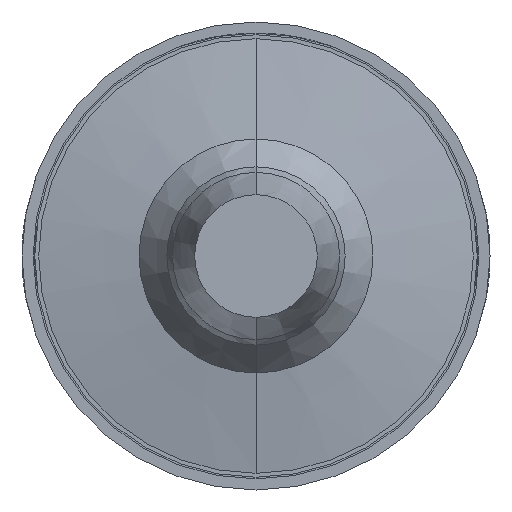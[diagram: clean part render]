
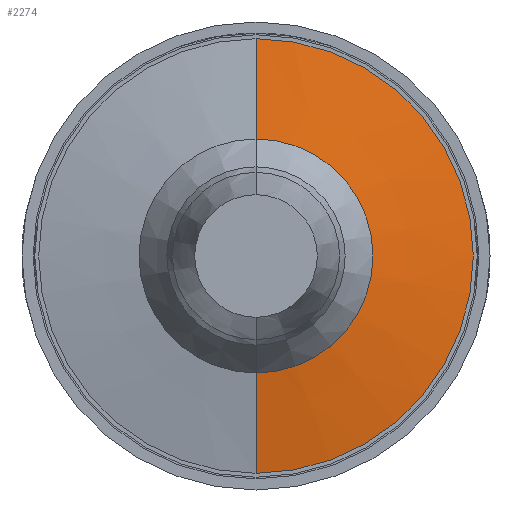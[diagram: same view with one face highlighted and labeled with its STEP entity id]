
A CAD part, front view. The second image highlights one B-rep face of the part: STEP entity #2274.
In plain terms, the highlighted conical face has half-angle 80.134 degrees and reference radius 0.8 mm.
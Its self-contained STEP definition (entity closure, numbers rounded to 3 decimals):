
#12 = AXIS2_PLACEMENT_3D ( 'NONE', #16, #4369, #1940 ) ;
#16 = CARTESIAN_POINT ( 'NONE',  ( 0., -29.7, 0. ) ) ;
#69 = LINE ( 'NONE', #3142, #5027 ) ;
#203 = EDGE_CURVE ( 'NONE', #3022, #4397, #1293, .T. ) ;
#281 = CIRCLE ( 'NONE', #4176, 0.8 ) ;
#451 = CARTESIAN_POINT ( 'NONE',  ( 0., -29.9, -0.8 ) ) ;
#572 = ORIENTED_EDGE ( 'NONE', *, *, #203, .T. ) ;
#593 = EDGE_CURVE ( 'NONE', #4714, #3009, #69, .T. ) ;
#730 = DIRECTION ( 'NONE',  ( 0., 0.171, 0.985 ) ) ;
#949 = DIRECTION ( 'NONE',  ( 0., 0., -1. ) ) ;
#1235 = CONICAL_SURFACE ( 'NONE', #1592, 0.8, 1.399 ) ;
#1293 = LINE ( 'NONE', #451, #3228 ) ;
#1592 = AXIS2_PLACEMENT_3D ( 'NONE', #4346, #1910, #3137 ) ;
#1910 = DIRECTION ( 'NONE',  ( 0., 1., 0. ) ) ;
#1940 = DIRECTION ( 'NONE',  ( 0., 0., -1. ) ) ;
#1946 = CARTESIAN_POINT ( 'NONE',  ( 0., -29.7, -1.95 ) ) ;
#2067 = ORIENTED_EDGE ( 'NONE', *, *, #3473, .T. ) ;
#2209 = EDGE_LOOP ( 'NONE', ( #2936, #572, #2067, #3932 ) ) ;
#2274 = ADVANCED_FACE ( 'Defeature ausgef�hrt1_33', ( #5134 ), #1235, .T. ) ;
#2936 = ORIENTED_EDGE ( 'NONE', *, *, #4592, .F. ) ;
#2993 = CARTESIAN_POINT ( 'NONE',  ( 0., -29.9, -0.8 ) ) ;
#3009 = VERTEX_POINT ( 'NONE', #3760 ) ;
#3022 = VERTEX_POINT ( 'NONE', #2993 ) ;
#3137 = DIRECTION ( 'NONE',  ( 0., 0., 1. ) ) ;
#3142 = CARTESIAN_POINT ( 'NONE',  ( 0., -29.9, 0.8 ) ) ;
#3228 = VECTOR ( 'NONE', #3674, 1000. ) ;
#3343 = DIRECTION ( 'NONE',  ( 0., -1., 0. ) ) ;
#3473 = EDGE_CURVE ( 'Defeature ausgef�hrt1_33+Defeature ausgef�hrt1_34+Defeature ausgef�hrt1_34+Defeature ausgef�hrt1_34', #4397, #3009, #3664, .T. ) ;
#3664 = CIRCLE ( 'NONE', #12, 1.95 ) ;
#3674 = DIRECTION ( 'NONE',  ( 0., 0.171, -0.985 ) ) ;
#3737 = CARTESIAN_POINT ( 'NONE',  ( 0., -29.9, 0. ) ) ;
#3760 = CARTESIAN_POINT ( 'NONE',  ( 0., -29.7, 1.95 ) ) ;
#3794 = CARTESIAN_POINT ( 'NONE',  ( 0., -29.9, 0.8 ) ) ;
#3932 = ORIENTED_EDGE ( 'NONE', *, *, #593, .F. ) ;
#4176 = AXIS2_PLACEMENT_3D ( 'NONE', #3737, #3343, #949 ) ;
#4346 = CARTESIAN_POINT ( 'NONE',  ( 0., -29.9, 0. ) ) ;
#4369 = DIRECTION ( 'NONE',  ( 0., -1., 0. ) ) ;
#4397 = VERTEX_POINT ( 'NONE', #1946 ) ;
#4592 = EDGE_CURVE ( 'Defeature ausgef�hrt1_32+Defeature ausgef�hrt1_33+Defeature ausgef�hrt1_33+Defeature ausgef�hrt1_33', #3022, #4714, #281, .T. ) ;
#4714 = VERTEX_POINT ( 'NONE', #3794 ) ;
#5027 = VECTOR ( 'NONE', #730, 1000. ) ;
#5134 = FACE_OUTER_BOUND ( 'NONE', #2209, .T. ) ;
